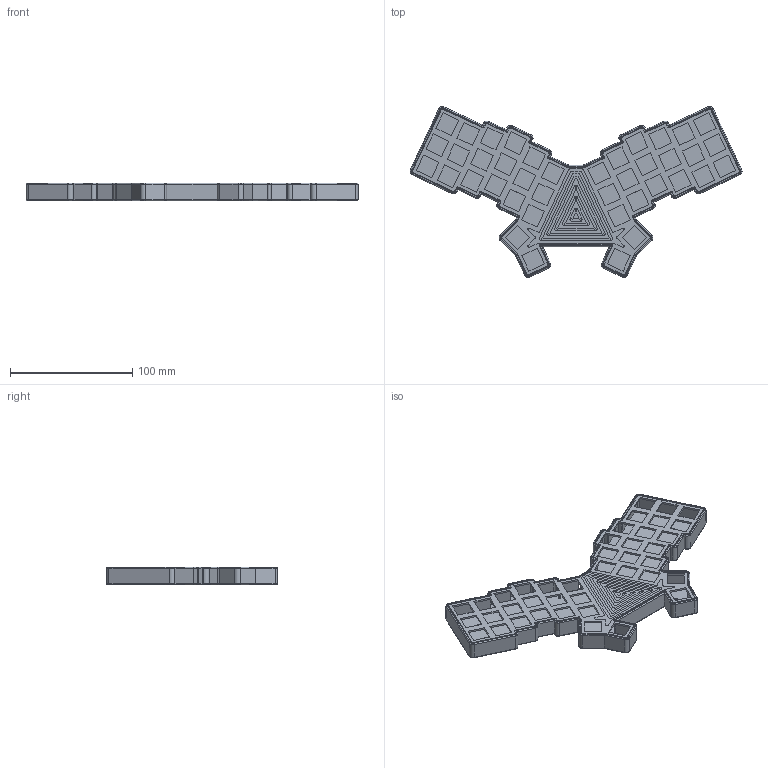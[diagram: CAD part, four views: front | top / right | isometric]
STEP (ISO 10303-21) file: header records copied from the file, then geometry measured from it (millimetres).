
FILE_DESCRIPTION(('HOOPS Exchange Step'),'2;1');
FILE_NAME('temp_export','2024-06-28T14:54:09-04:00',('me'),('Shapr3D Limited'),'HOOPS Exchange 2024.2','Shapr3D','Authorized');
FILE_SCHEMA( ('AUTOMOTIVE_DESIGN { 1 0 10303 214 1 1 1 1 }') );
Length unit declared in the file: millimetre
Products named in the file (3): Plate; 3x6; root
Assembly tree (2 placements, depth 3):
  root
    3x6
      Plate
Bounding box: 271.61 x 139.65 x 14.4 mm (x, y, z)
Volume: 61065 mm3; surface area: 88375.1 mm2
Topology: 3 solids, 3 shells, 1013 faces, 2821 edges, 1829 vertices
Faces by surface type: plane 495, cylinder 447, torus 60, cone 11
Full cylindrical faces by diameter (mm): 2.2 x8
Entity records: 32843 total; most frequent: DIRECTION 5800, CARTESIAN_POINT 5678, ORIENTED_EDGE 5642, EDGE_CURVE 2821, AXIS2_PLACEMENT_3D 1967, VECTOR 1866, LINE 1866, VERTEX_POINT 1829
